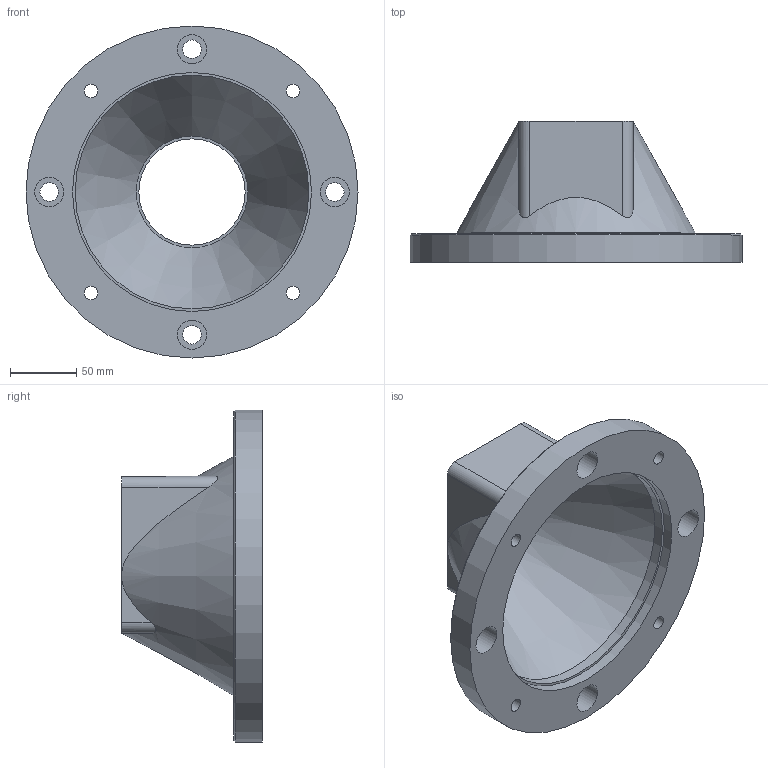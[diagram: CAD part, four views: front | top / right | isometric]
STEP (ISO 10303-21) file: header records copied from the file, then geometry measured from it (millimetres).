
FILE_DESCRIPTION(/* description */ (''),/* implementation_level */ '2;1');
FILE_NAME(/* name */ 'LMG250MFSZFR4S.stp',/* time_stamp */ '2020-03-27T09:51:00+01:00',/* author */ ('cad16'),/* organization */ (''),/* preprocessor_version */ 'ST-DEVELOPER v17.2',/* originating_system */ 'Autodesk Inventor 2019',/* authorisation */ '');
FILE_SCHEMA (('AUTOMOTIVE_DESIGN { 1 0 10303 214 3 1 1 }'));
Length unit declared in the file: millimetre
Products named in the file (1): LMC250MFSZFR4S
Bounding box: 250 x 106 x 250 mm (x, y, z)
Volume: 791153.4 mm3; surface area: 169723.6 mm2
Topology: 1 solids, 1 shells, 49 faces, 139 edges, 100 vertices
Faces by surface type: cylinder 25, plane 17, cone 7
Full cylindrical faces by diameter (mm): 6.647 x4, 10.106 x4, 14 x4, 22 x4, 80 x1, 176 x1, 180 x1, 185 x1, 250 x1
Entity records: 1780 total; most frequent: CARTESIAN_POINT 367, DIRECTION 305, ORIENTED_EDGE 270, EDGE_CURVE 135, AXIS2_PLACEMENT_3D 131, VERTEX_POINT 100, CIRCLE 81, EDGE_LOOP 79
